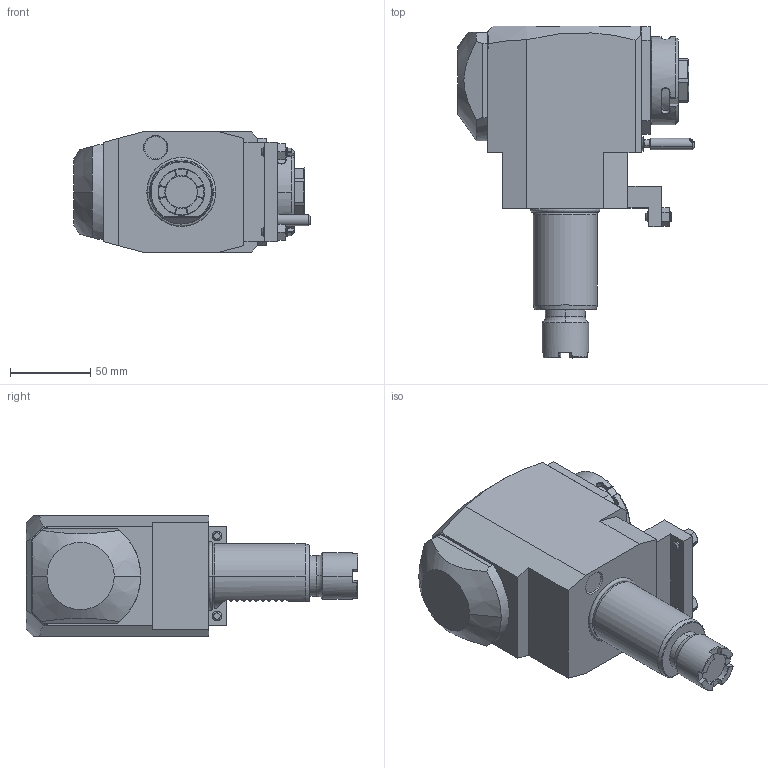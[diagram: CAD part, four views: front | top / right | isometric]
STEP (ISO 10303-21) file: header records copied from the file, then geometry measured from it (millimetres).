
FILE_DESCRIPTION((''),'2;1');
FILE_NAME('NGT1_40_255_25_1_1_80TJD','2024-10-23T',('vali'),('NOVA GRUP'),'PRO/ENGINEER BY PARAMETRIC TECHNOLOGY CORPORATION, 2010280','PRO/ENGINEER BY PARAMETRIC TECHNOLOGY CORPORATION, 2010280','');
FILE_SCHEMA(('CONFIG_CONTROL_DESIGN'));
Length unit declared in the file: millimetre
Products named in the file (1): NGT1_40_255_25_1_1_80TJD
Bounding box: 147.33 x 207 x 75 mm (x, y, z)
Volume: 988755 mm3; surface area: 75450.7 mm2
Topology: 1 solids, 1 shells, 398 faces, 1025 edges, 637 vertices
Faces by surface type: plane 194, cone 79, cylinder 76, bspline 42, torus 5, sphere 2
Entity records: 15318 total; most frequent: CARTESIAN_POINT 6348, ORIENTED_EDGE 2026, DIRECTION 1585, EDGE_CURVE 1013, VERTEX_POINT 637, AXIS2_PLACEMENT_3D 567, VECTOR 451, LINE 451
